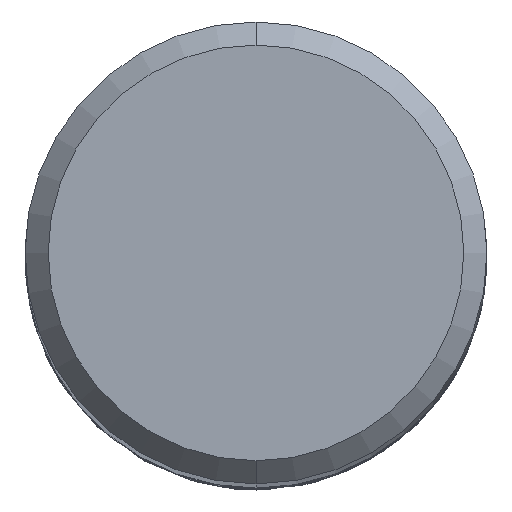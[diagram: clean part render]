
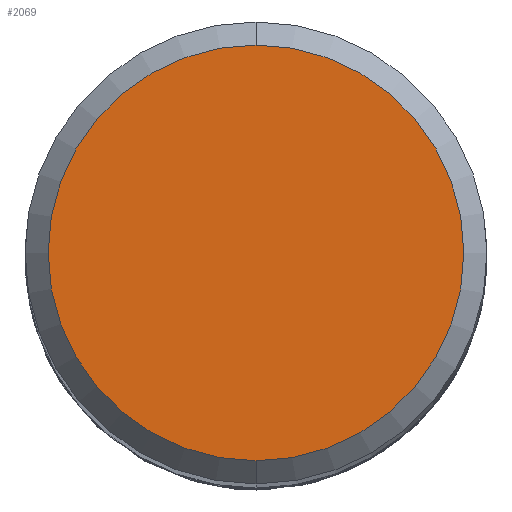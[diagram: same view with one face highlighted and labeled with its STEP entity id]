
A CAD part, top view. The second image highlights one B-rep face of the part: STEP entity #2069.
In plain terms, the highlighted planar face has unit normal (0, 0, 1).
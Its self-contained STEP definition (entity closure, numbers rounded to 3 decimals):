
#1575=VERTEX_POINT('',#3689);
#1707=EDGE_CURVE('',#2159,#1575,#3830,.T.);
#2069=ADVANCED_FACE('',(#4227),#4228,.T.);
#2159=VERTEX_POINT('',#4324);
#2695=EDGE_CURVE('',#1575,#2159,#4905,.T.);
#3689=CARTESIAN_POINT('',(0.0,3.6,0.0));
#3830=CIRCLE('',#11401,3.6);
#4227=FACE_OUTER_BOUND('',#15657,.T.);
#4228=PLANE('',#15658);
#4324=CARTESIAN_POINT('',(0.,-3.6,0.0));
#4905=CIRCLE('',#22981,3.6);
#11401=AXIS2_PLACEMENT_3D('',#27270,#27271,#27272);
#15657=EDGE_LOOP('',(#27769,#27770));
#15658=AXIS2_PLACEMENT_3D('',#27771,#27772,#27773);
#22981=AXIS2_PLACEMENT_3D('',#28462,#28463,#28464);
#27270=CARTESIAN_POINT('',(0.0,0.0,0.0));
#27271=DIRECTION('',(0.0,0.0,-1.0));
#27272=DIRECTION('',(0.0,1.0,0.0));
#27769=ORIENTED_EDGE('',*,*,#2695,.F.);
#27770=ORIENTED_EDGE('',*,*,#1707,.F.);
#27771=CARTESIAN_POINT('',(0.0,1.8,0.0));
#27772=DIRECTION('',(-0.0,0.0,1.0));
#27773=DIRECTION('',(0.0,-1.0,0.0));
#28462=CARTESIAN_POINT('',(0.0,0.0,0.0));
#28463=DIRECTION('',(0.0,0.0,-1.0));
#28464=DIRECTION('',(0.0,1.0,0.0));
